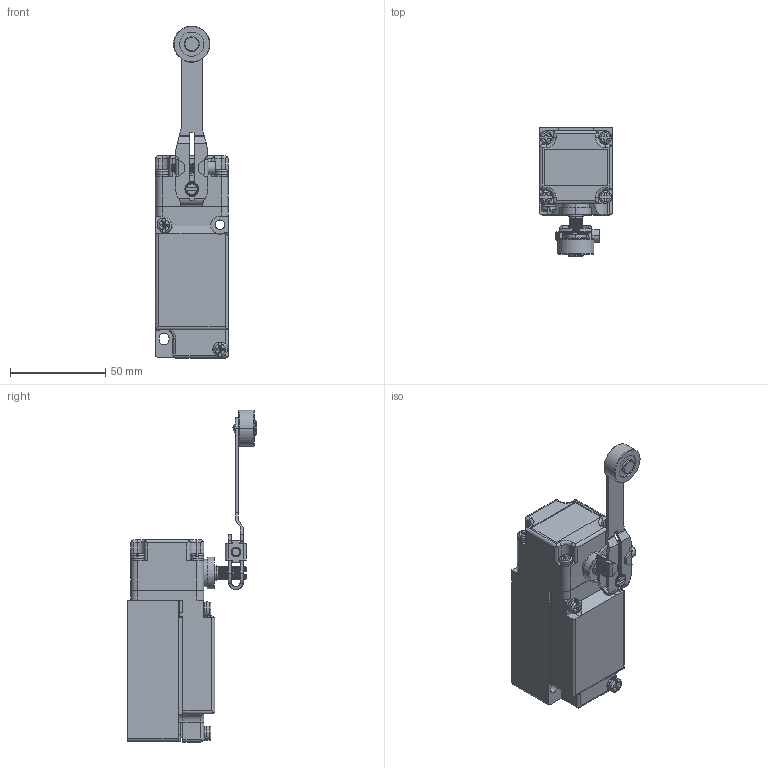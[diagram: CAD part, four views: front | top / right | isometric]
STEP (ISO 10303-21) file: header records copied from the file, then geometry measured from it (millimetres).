
FILE_DESCRIPTION (( 'STEP AP203' ), '1' );
FILE_NAME ('F25ASRL551.STEP', '2016-07-20T13:05:53', ( 'Sam' ), ( 'Spade' ), 'SwSTEP 2.0', 'SolidWorks 2002296', '' );
FILE_SCHEMA (( 'CONFIG_CONTROL_DESIGN' ));
Length unit declared in the file: inch
Products named in the file (18): F25ASRL551; Imported187; Imported186; Imported184; Imported185; Imported200; Imported188; Imported190; Imported193; Imported192; Imported191; Imported189; Imported194; Imported195; Imported199; Imported198; Imported197; Imported196
Assembly tree (17 placements, depth 2):
  F25ASRL551
    Imported187
    Imported191
    Imported188
    Imported194
    Imported197
    Imported199
    Imported195
    Imported192
    Imported198
    Imported184
    Imported185
    Imported196
    Imported190
    Imported186
    Imported200
    Imported193
    Imported189
Bounding box: 38.61 x 68.01 x 174.55 mm (x, y, z)
Volume: 170336.6 mm3; surface area: 48559.7 mm2
Topology: 17 solids, 17 shells, 927 faces, 2371 edges, 1504 vertices
Faces by surface type: plane 512, cylinder 233, cone 149, bspline 33
Entity records: 30994 total; most frequent: CARTESIAN_POINT 6554, ORIENTED_EDGE 4742, DIRECTION 4713, EDGE_CURVE 2371, AXIS2_PLACEMENT_3D 1651, VERTEX_POINT 1504, VECTOR 1411, LINE 1411
